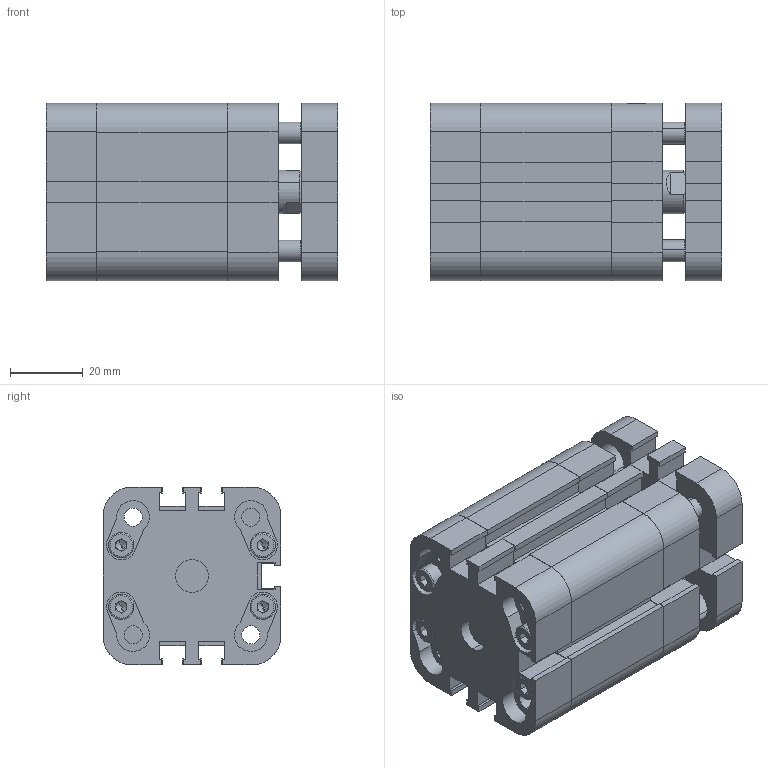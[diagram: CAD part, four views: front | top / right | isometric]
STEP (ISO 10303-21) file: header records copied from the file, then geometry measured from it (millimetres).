
FILE_DESCRIPTION (( 'STEP AP214' ), '1' );
FILE_NAME ('SM_009_032_0020_NP.STEP', '2019-11-12T13:53:12', ( '' ), ( '' ), 'SwSTEP 2.0', 'SolidWorks 2019', '' );
FILE_SCHEMA (( 'AUTOMOTIVE_DESIGN' ));
Length unit declared in the file: millimetre
Products named in the file (25): Kopia SMART - U. typ Oring - pokrywa^Pokrywa przód blok. obr kpl_ZPO_U. typ Oring - D032; Pokrywa ty³ kpl^ZPO_Pok tyˆ - D032; socket head cap screw_din_DIN 912 M4 x 16 --- 16N; Tuleja^ZPO_Tuleja - D032; Kopia SMART - U. t硂czyska^Pokrywa prz骴 blok. obr kpl_ZPO_U. t坥czyska - D032; Kopia SMART - U. t硂ka lu焠a^T硂k kpl_ZPO_U. t坥ka lu玭a - D032; Kopia Pokrywa ty³_Smart - Pok tyˆ - D032; Kopia Tuleja prowadzｹca^Pokrywa prz blok. obr kpl_ZPO_Tuleja prowadz･ca - D032; socket head cap screw_din_DIN 912 M6 x 25 --- 25N; Kopia T硂k^T硂k kpl_ZPO_T坥k - D032; Kopia SMART - U. typ Oring - pokrywa^Pokrywa tyｳ kpl_ZPO_U. typ Oring - D032; Kopia Pierœcieñ prowadz¹cy^T³ok kpl_ZPO_Pier˜cieä prowadz¥cy D032; Kopia Magnes^T³ok kpl_ZPO_Magnes D032; Kopia SMART - U. t硂ka wklejana^T硂k kpl_ZPO_U. t坥ka wklejana - D032; T³oczysko^ZPO_Tˆoczysko - D032; SM_009_032_0020_NP; T硂k kpl^ZPO_T坥k kpl - D032; Pr皻 blok.^ZPO_D032; Kopia SMART - U. t³oka S^T³ok kpl_ZPO_U. tˆoka S - D032; P³ytka prowadnika^ZPO_Smart - Pok prz¢d - D032; socket head thin cap screw_din_DIN 7984 - M8 x 20 --- 16.25N; Kopia tulejka pod szpilkê^Pokrywa przód blok. obr kpl_ZPO_D32; Pokrywa przód blok. obr kpl^ZPO_Pokrywa prz¢d kpl - zabez. przed obr. D032; socket head thin cap screw_din_DIN 7984 - M4 x 16 --- 16N; Kopia Pokrywa przód^Pokrywa przód blok. obr kpl_ZPO_Smart - Pok prz¢d - zabez. przed obr. D032
Assembly tree (34 placements, depth 3):
  SM_009_032_0020_NP
    Pokrywa przód blok. obr kpl^ZPO_Pokrywa prz¢d kpl - zabez. przed obr. D032
      Kopia Pokrywa przód^Pokrywa przód blok. obr kpl_ZPO_Smart - Pok prz¢d - zabez. przed obr. D032
      Kopia SMART - U. typ Oring - pokrywa^Pokrywa przód blok. obr kpl_ZPO_U. typ Oring - D032
      Kopia Tuleja prowadzｹca^Pokrywa prz blok. obr kpl_ZPO_Tuleja prowadz･ca - D032
      Kopia SMART - U. t硂czyska^Pokrywa prz骴 blok. obr kpl_ZPO_U. t坥czyska - D032
      Kopia tulejka pod szpilkê^Pokrywa przód blok. obr kpl_ZPO_D32  x2
    Tuleja^ZPO_Tuleja - D032
    Pokrywa ty³ kpl^ZPO_Pok tyˆ - D032
      Kopia Pokrywa ty³_Smart - Pok tyˆ - D032
      Kopia SMART - U. typ Oring - pokrywa^Pokrywa tyｳ kpl_ZPO_U. typ Oring - D032
    T硂k kpl^ZPO_T坥k kpl - D032
      Kopia T硂k^T硂k kpl_ZPO_T坥k - D032
      Kopia Magnes^T³ok kpl_ZPO_Magnes D032
      Kopia Pierœcieñ prowadz¹cy^T³ok kpl_ZPO_Pier˜cieä prowadz¥cy D032
      Kopia SMART - U. t硂ka lu焠a^T硂k kpl_ZPO_U. t坥ka lu玭a - D032
      Kopia SMART - U. t硂ka wklejana^T硂k kpl_ZPO_U. t坥ka wklejana - D032
      Kopia SMART - U. t³oka S^T³ok kpl_ZPO_U. tˆoka S - D032
    T³oczysko^ZPO_Tˆoczysko - D032
    socket head cap screw_din_DIN 912 M4 x 16 --- 16N  x8
    socket head cap screw_din_DIN 912 M6 x 25 --- 25N
    Pr皻 blok.^ZPO_D032  x2
    P³ytka prowadnika^ZPO_Smart - Pok prz¢d - D032
    socket head thin cap screw_din_DIN 7984 - M4 x 16 --- 16N  x2
    socket head thin cap screw_din_DIN 7984 - M8 x 20 --- 16.25N
Bounding box: 80.5 x 49 x 49 mm (x, y, z)
Volume: 112310.8 mm3; surface area: 77903.9 mm2
Topology: 32 solids, 32 shells, 1209 faces, 2993 edges, 1905 vertices
Faces by surface type: plane 612, cylinder 334, bspline 110, cone 105, torus 48
Entity records: 36256 total; most frequent: CARTESIAN_POINT 11283, ORIENTED_EDGE 4958, DIRECTION 4778, EDGE_CURVE 2479, AXIS2_PLACEMENT_3D 1632, VERTEX_POINT 1620, LINE 1514, VECTOR 1514
